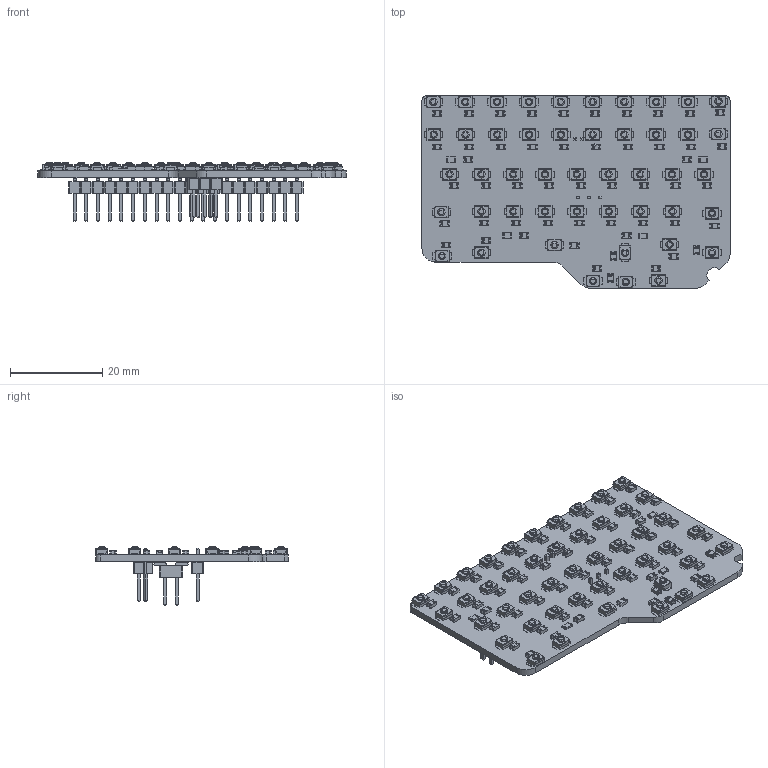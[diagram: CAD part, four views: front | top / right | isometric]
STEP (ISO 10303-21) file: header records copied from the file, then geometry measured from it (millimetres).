
FILE_DESCRIPTION(('KiCad electronic assembly'),'2;1');
FILE_NAME('Cooee_keyboard_68mm.step','2026-01-17T10:47:06',('Pcbnew'),( 'Kicad'),'Open CASCADE STEP processor 7.9','KiCad to STEP converter' ,'Unknown');
FILE_SCHEMA(('AUTOMOTIVE_DESIGN { 1 0 10303 214 1 1 1 1 }'));
Length unit declared in the file: millimetre
Products named in the file (7): Cooee_keyboard_68mm 1; D_0805_2012Metric; SW_SPST_B3U-1000P; R_0805_2012Metric; PinHeader_1x01_P2.54mm_Vertical; PinHeader_2x20_P2.54mm_Vertical_SMD; Cooee_keyboard_68mm_PCB
Assembly tree (110 placements, depth 2):
  Cooee_keyboard_68mm 1
    D_0805_2012Metric  x51
    SW_SPST_B3U-1000P  x47
    R_0805_2012Metric  x4
    PinHeader_1x01_P2.54mm_Vertical  x6
    PinHeader_2x20_P2.54mm_Vertical_SMD
    Cooee_keyboard_68mm_PCB
Bounding box: 66.8 x 41.8 x 12.58 mm (x, y, z)
Volume: 5333.6 mm3; surface area: 10012.1 mm2
Topology: 110 solids, 110 shells, 7050 faces, 19771 edges, 12520 vertices
Faces by surface type: plane 5786, cylinder 1123, sphere 94, torus 47
Full cylindrical faces by diameter (mm): 1.6 x47
Entity records: 42251 total; most frequent: CARTESIAN_POINT 5954, ORIENTED_EDGE 5710, DIRECTION 5526, EDGE_CURVE 2851, LINE 2694, VECTOR 2694, VERTEX_POINT 1780, AXIS2_PLACEMENT_3D 1416
